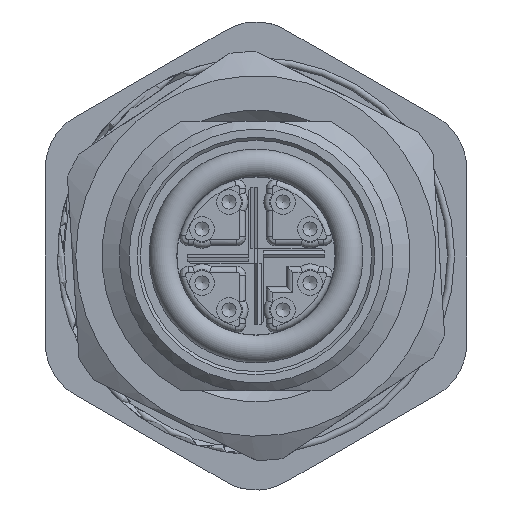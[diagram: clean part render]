
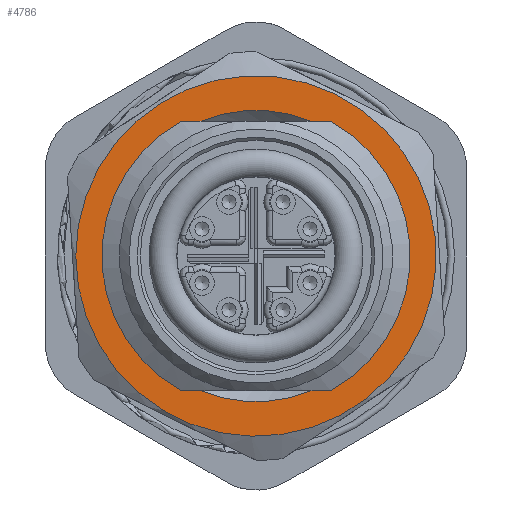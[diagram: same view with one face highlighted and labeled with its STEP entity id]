
A CAD part, left-side view. The second image highlights one B-rep face of the part: STEP entity #4786.
In plain terms, the highlighted planar face has unit normal (-1, 0, 0).
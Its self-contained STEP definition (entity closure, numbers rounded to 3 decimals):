
#3882=FACE_BOUND('',#6133,.T.);
#3883=FACE_BOUND('',#6134,.T.);
#4011=CIRCLE('',#13019,7.999);
#4143=CIRCLE('',#13275,7.555);
#4144=CIRCLE('',#13277,7.555);
#4145=CIRCLE('',#13279,7.999);
#4146=CIRCLE('',#13280,9.35);
#4786=ADVANCED_FACE('NONE',(#3882,#3883),#5236,.T.);
#5236=PLANE('',#13281);
#6133=EDGE_LOOP('',(#9093,#9094,#9095,#9096,#9097,#9098,#9099,#9100));
#6134=EDGE_LOOP('',(#9101));
#6668=LINE('',#17507,#7428);
#6669=LINE('',#17514,#7429);
#6672=LINE('',#17538,#7432);
#6673=LINE('',#17545,#7433);
#7428=VECTOR('',#14203,1.);
#7429=VECTOR('',#14204,1.);
#7432=VECTOR('',#14209,1.);
#7433=VECTOR('',#14210,1.);
#9093=ORIENTED_EDGE('',*,*,#11742,.F.);
#9094=ORIENTED_EDGE('',*,*,#12108,.F.);
#9095=ORIENTED_EDGE('',*,*,#11740,.F.);
#9096=ORIENTED_EDGE('',*,*,#11727,.T.);
#9097=ORIENTED_EDGE('',*,*,#11734,.F.);
#9098=ORIENTED_EDGE('',*,*,#12107,.F.);
#9099=ORIENTED_EDGE('',*,*,#11732,.F.);
#9100=ORIENTED_EDGE('',*,*,#12109,.T.);
#9101=ORIENTED_EDGE('',*,*,#12110,.T.);
#10797=VERTEX_POINT('',#17496);
#10798=VERTEX_POINT('',#17497);
#10802=VERTEX_POINT('',#17506);
#10803=VERTEX_POINT('',#17508);
#10804=VERTEX_POINT('',#17513);
#10809=VERTEX_POINT('',#17539);
#10810=VERTEX_POINT('',#17544);
#10811=VERTEX_POINT('',#17546);
#11051=VERTEX_POINT('',#18466);
#11727=EDGE_CURVE('NONE',#10797,#10798,#4011,.T.);
#11732=EDGE_CURVE('NONE',#10802,#10803,#6668,.T.);
#11734=EDGE_CURVE('NONE',#10804,#10798,#6669,.T.);
#11740=EDGE_CURVE('NONE',#10797,#10809,#6672,.T.);
#11742=EDGE_CURVE('NONE',#10810,#10811,#6673,.T.);
#12107=EDGE_CURVE('NONE',#10803,#10804,#4143,.T.);
#12108=EDGE_CURVE('NONE',#10809,#10810,#4144,.T.);
#12109=EDGE_CURVE('NONE',#10802,#10811,#4145,.T.);
#12110=EDGE_CURVE('NONE',#11051,#11051,#4146,.T.);
#13019=AXIS2_PLACEMENT_3D('',#17495,#14194,#14195);
#13275=AXIS2_PLACEMENT_3D('',#18460,#14925,#14926);
#13277=AXIS2_PLACEMENT_3D('',#18462,#14929,#14930);
#13279=AXIS2_PLACEMENT_3D('',#18464,#14933,#14934);
#13280=AXIS2_PLACEMENT_3D('',#18465,#14935,#14936);
#13281=AXIS2_PLACEMENT_3D('',#18467,#14937,#14938);
#14194=DIRECTION('',(1.,0.,0.));
#14195=DIRECTION('',(0.,0.,-1.));
#14203=DIRECTION('',(0.,0.,1.));
#14204=DIRECTION('',(0.,0.,1.));
#14209=DIRECTION('',(0.,0.,-1.));
#14210=DIRECTION('',(0.,0.,-1.));
#14925=DIRECTION('',(-1.,0.,0.));
#14926=DIRECTION('',(0.,0.,-1.));
#14929=DIRECTION('',(-1.,0.,0.));
#14930=DIRECTION('',(0.,0.,-1.));
#14933=DIRECTION('',(1.,0.,0.));
#14934=DIRECTION('',(0.,0.,-1.));
#14935=DIRECTION('',(-1.,0.,0.));
#14936=DIRECTION('',(0.,0.,-1.));
#14937=DIRECTION('',(-1.,0.,0.));
#14938=DIRECTION('',(0.,0.,-1.));
#17495=CARTESIAN_POINT('',(-46.045,0.,0.));
#17496=CARTESIAN_POINT('',(-46.045,7.,3.872));
#17497=CARTESIAN_POINT('',(-46.045,-7.,3.872));
#17506=CARTESIAN_POINT('',(-46.045,-7.,-3.872));
#17507=CARTESIAN_POINT('',(-46.045,-7.,3.873));
#17508=CARTESIAN_POINT('',(-46.045,-7.,-2.842));
#17513=CARTESIAN_POINT('',(-46.045,-7.,2.842));
#17514=CARTESIAN_POINT('',(-46.045,-7.,3.873));
#17538=CARTESIAN_POINT('',(-46.045,7.,-3.873));
#17539=CARTESIAN_POINT('',(-46.045,7.,2.842));
#17544=CARTESIAN_POINT('',(-46.045,7.,-2.842));
#17545=CARTESIAN_POINT('',(-46.045,7.,-3.873));
#17546=CARTESIAN_POINT('',(-46.045,7.,-3.872));
#18460=CARTESIAN_POINT('',(-46.045,0.,0.));
#18462=CARTESIAN_POINT('',(-46.045,0.,0.));
#18464=CARTESIAN_POINT('',(-46.045,0.,0.));
#18465=CARTESIAN_POINT('',(-46.045,0.,0.));
#18466=CARTESIAN_POINT('',(-46.045,0.,-9.35));
#18467=CARTESIAN_POINT('',(-46.045,9.35,0.));
